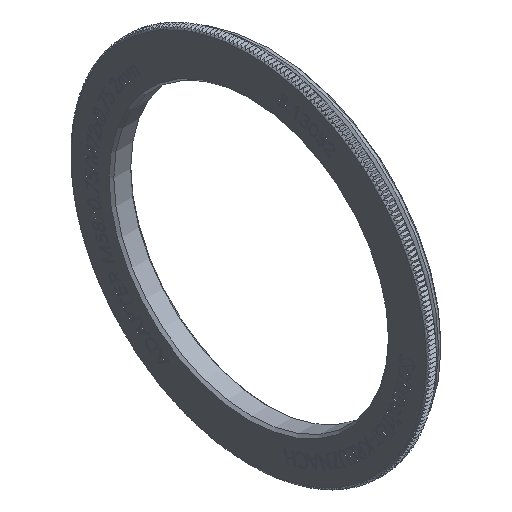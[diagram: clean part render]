
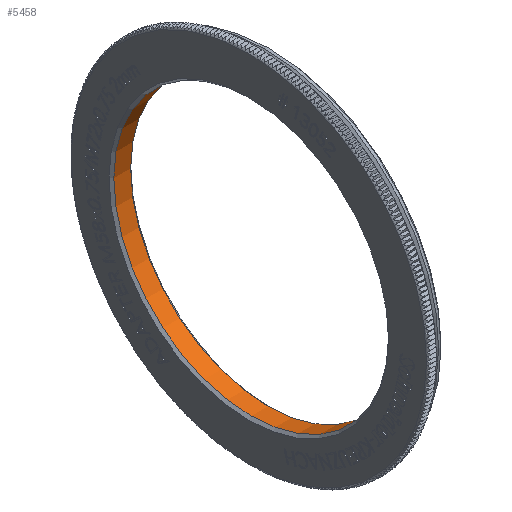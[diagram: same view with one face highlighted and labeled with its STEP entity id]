
A CAD part, isometric view. The second image highlights one B-rep face of the part: STEP entity #5458.
In plain terms, the highlighted cylindrical face has radius 28.59 mm (diameter 57.18 mm), a full revolution.
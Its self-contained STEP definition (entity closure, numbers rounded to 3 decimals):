
#615=CYLINDRICAL_SURFACE('',#29075,28.59);
#5458=ADVANCED_FACE('',(#8317,#8318),#615,.F.);
#8251=CIRCLE('',#29073,28.59);
#8252=CIRCLE('',#29074,28.59);
#8317=FACE_BOUND('',#8714,.T.);
#8318=FACE_BOUND('',#8715,.T.);
#8714=EDGE_LOOP('',(#11593));
#8715=EDGE_LOOP('',(#11594));
#11593=ORIENTED_EDGE('',*,*,#23048,.T.);
#11594=ORIENTED_EDGE('',*,*,#23049,.T.);
#20181=VERTEX_POINT('',#41495);
#20182=VERTEX_POINT('',#41497);
#23048=EDGE_CURVE('',#20181,#20181,#8251,.T.);
#23049=EDGE_CURVE('',#20182,#20182,#8252,.T.);
#29073=AXIS2_PLACEMENT_3D('',#41494,#32393,#32394);
#29074=AXIS2_PLACEMENT_3D('',#41496,#32395,#32396);
#29075=AXIS2_PLACEMENT_3D('',#41498,#32397,#32398);
#32393=DIRECTION('',(-1.,0.,0.));
#32394=DIRECTION('',(0.,0.,-1.));
#32395=DIRECTION('',(1.,0.,0.));
#32396=DIRECTION('',(0.,0.,1.));
#32397=DIRECTION('',(-1.,0.,0.));
#32398=DIRECTION('',(0.,0.,1.));
#41494=CARTESIAN_POINT('',(0.5,0.,0.));
#41495=CARTESIAN_POINT('',(0.5,0.,-28.59));
#41496=CARTESIAN_POINT('',(4.,0.,0.));
#41497=CARTESIAN_POINT('',(4.,0.,28.59));
#41498=CARTESIAN_POINT('',(0.,0.,0.));
